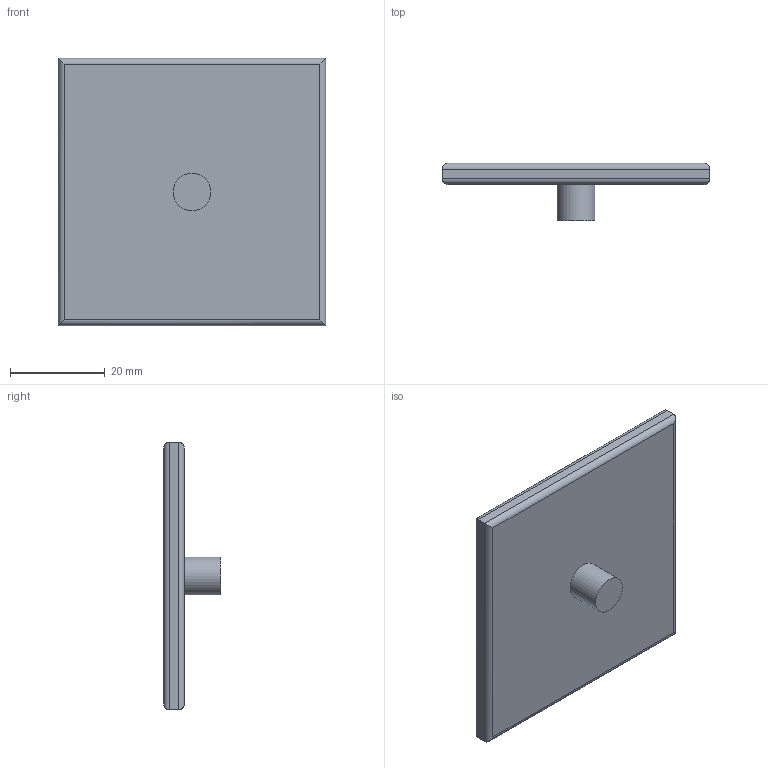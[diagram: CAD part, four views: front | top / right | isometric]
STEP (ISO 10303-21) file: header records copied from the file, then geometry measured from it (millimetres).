
FILE_DESCRIPTION(/* description */ (''),/* implementation_level */ '2;1');
FILE_NAME(/* name */ 'Tensile_test_OV-PAM_n_4_bottom.stp',/* time_stamp */ '2023-09-04T14:14:34+09:00',/* author */ ('jsw'),/* organization */ (''),/* preprocessor_version */ 'ST-DEVELOPER v19.2',/* originating_system */ 'Autodesk Inventor 2024',/* authorisation */ '');
FILE_SCHEMA (('AUTOMOTIVE_DESIGN { 1 0 10303 214 3 1 1 }'));
Length unit declared in the file: millimetre
Products named in the file (1): OV-PAM_n_4_bottom
Bounding box: 56.29 x 12.02 x 56.29 mm (x, y, z)
Volume: 12244.2 mm3; surface area: 7656.7 mm2
Topology: 1 solids, 1 shells, 26 faces, 55 edges, 34 vertices
Faces by surface type: plane 17, cylinder 9
Full cylindrical faces by diameter (mm): 7.938 x1
Entity records: 728 total; most frequent: DIRECTION 119, CARTESIAN_POINT 116, ORIENTED_EDGE 110, EDGE_CURVE 55, LINE 45, VECTOR 45, AXIS2_PLACEMENT_3D 37, VERTEX_POINT 34
